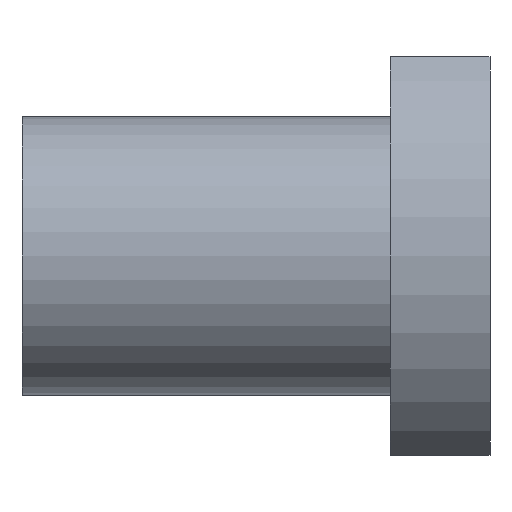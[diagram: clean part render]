
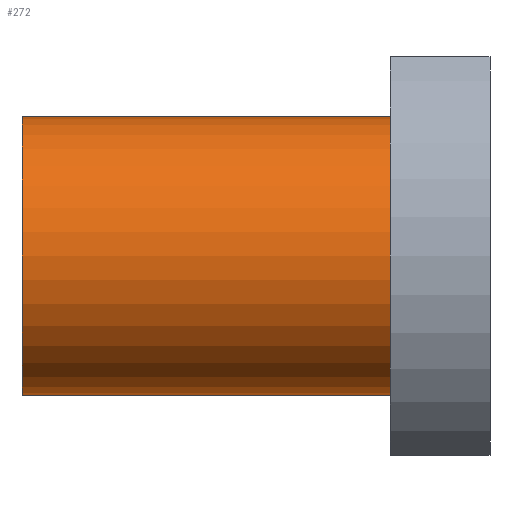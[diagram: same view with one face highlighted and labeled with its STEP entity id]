
A CAD part, front view. The second image highlights one B-rep face of the part: STEP entity #272.
In plain terms, the highlighted cylindrical face has radius 14 mm (diameter 28 mm), a full revolution.
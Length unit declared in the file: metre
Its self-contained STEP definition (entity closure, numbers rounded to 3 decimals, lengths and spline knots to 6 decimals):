
#71=ORIENTED_EDGE('',*,*,#121,.T.);
#72=ORIENTED_EDGE('',*,*,#124,.F.);
#121=EDGE_CURVE('',#149,#149,#169,.T.);
#124=EDGE_CURVE('',#150,#150,#170,.T.);
#149=VERTEX_POINT('',#490);
#150=VERTEX_POINT('',#495);
#169=CIRCLE('',#318,0.014);
#170=CIRCLE('',#320,0.014);
#195=EDGE_LOOP('',(#71));
#196=EDGE_LOOP('',(#72));
#237=FACE_BOUND('',#195,.T.);
#238=FACE_BOUND('',#196,.T.);
#258=CYLINDRICAL_SURFACE('',#321,0.014);
#272=ADVANCED_FACE('',(#237,#238),#258,.T.);
#318=AXIS2_PLACEMENT_3D('',#489,#385,#386);
#320=AXIS2_PLACEMENT_3D('',#494,#391,#392);
#321=AXIS2_PLACEMENT_3D('',#496,#393,#394);
#385=DIRECTION('',(-1.,0.,0.));
#386=DIRECTION('',(0.,1.,0.));
#391=DIRECTION('',(-1.,0.,0.));
#392=DIRECTION('',(0.,1.,0.));
#393=DIRECTION('',(-1.,0.,0.));
#394=DIRECTION('',(0.,1.,0.));
#489=CARTESIAN_POINT('',(0.027811,0.,0.));
#490=CARTESIAN_POINT('',(0.027811,0.014,0.));
#494=CARTESIAN_POINT('',(-0.009189,0.,0.));
#495=CARTESIAN_POINT('',(-0.009189,0.014,0.));
#496=CARTESIAN_POINT('',(0.000811,0.,0.));
